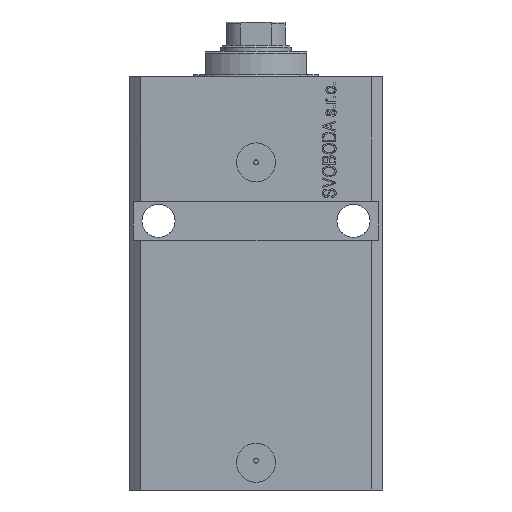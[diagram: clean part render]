
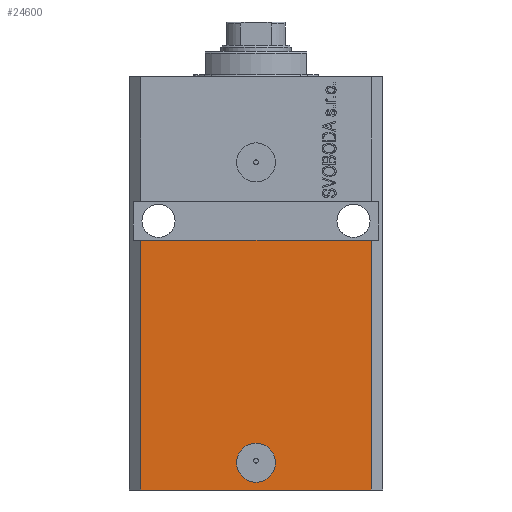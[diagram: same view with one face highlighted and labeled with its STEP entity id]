
A CAD part, front view. The second image highlights one B-rep face of the part: STEP entity #24600.
In plain terms, the highlighted planar face has unit normal (0, -1, 0).
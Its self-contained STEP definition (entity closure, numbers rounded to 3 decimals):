
#1209 = CARTESIAN_POINT ( 'NONE',  ( -29.5, -22.5, -106. ) ) ;
#2478 = AXIS2_PLACEMENT_3D ( 'NONE', #1209, #30564, #11945 ) ;
#3020 = CARTESIAN_POINT ( 'NONE',  ( -5., -22.5, -99. ) ) ;
#3402 = AXIS2_PLACEMENT_3D ( 'NONE', #33076, #25239, #18059 ) ;
#4019 = EDGE_CURVE ( 'NONE', #38129, #19311, #22716, .T. ) ;
#6244 = VERTEX_POINT ( 'NONE', #3020 ) ;
#6505 = VECTOR ( 'NONE', #18415, 1000. ) ;
#7002 = CARTESIAN_POINT ( 'NONE',  ( -32.5, -22.5, -42. ) ) ;
#10005 = EDGE_CURVE ( 'NONE', #6244, #43893, #47067, .T. ) ;
#11945 = DIRECTION ( 'NONE',  ( 1., 0., 0. ) ) ;
#12633 = LINE ( 'NONE', #37930, #29042 ) ;
#13581 = DIRECTION ( 'NONE',  ( 0., -1., 0. ) ) ;
#14979 = CARTESIAN_POINT ( 'NONE',  ( 29.5, -22.5, -106. ) ) ;
#15451 = DIRECTION ( 'NONE',  ( 0., 0., 1. ) ) ;
#18059 = DIRECTION ( 'NONE',  ( 1., 0., 0. ) ) ;
#18415 = DIRECTION ( 'NONE',  ( 0., 0., 1. ) ) ;
#18598 = ORIENTED_EDGE ( 'NONE', *, *, #10005, .F. ) ;
#18952 = VERTEX_POINT ( 'NONE', #40210 ) ;
#19311 = VERTEX_POINT ( 'NONE', #43672 ) ;
#19824 = PLANE ( 'NONE',  #2478 ) ;
#20895 = EDGE_CURVE ( 'NONE', #19311, #46655, #39693, .T. ) ;
#21000 = LINE ( 'NONE', #14979, #30079 ) ;
#21305 = EDGE_CURVE ( 'NONE', #38129, #18952, #12633, .T. ) ;
#22716 = LINE ( 'NONE', #32743, #6505 ) ;
#23193 = EDGE_LOOP ( 'NONE', ( #34996, #37841, #36602, #43356 ) ) ;
#23473 = CARTESIAN_POINT ( 'NONE',  ( -29.5, -22.5, -106. ) ) ;
#23862 = DIRECTION ( 'NONE',  ( 1., 0., 0. ) ) ;
#24600 = ADVANCED_FACE ( 'NONE', ( #34141, #41283 ), #19824, .T. ) ;
#25239 = DIRECTION ( 'NONE',  ( 0., -1., 0. ) ) ;
#28146 = CARTESIAN_POINT ( 'NONE',  ( 0., -22.5, -99. ) ) ;
#29042 = VECTOR ( 'NONE', #30547, 1000. ) ;
#30079 = VECTOR ( 'NONE', #15451, 1000. ) ;
#30547 = DIRECTION ( 'NONE',  ( 1., 0., 0. ) ) ;
#30564 = DIRECTION ( 'NONE',  ( 0., -1., 0. ) ) ;
#30842 = CIRCLE ( 'NONE', #3402, 5. ) ;
#31624 = DIRECTION ( 'NONE',  ( 1., 0., 0. ) ) ;
#32743 = CARTESIAN_POINT ( 'NONE',  ( -29.5, -22.5, -106. ) ) ;
#33076 = CARTESIAN_POINT ( 'NONE',  ( 0., -22.5, -99. ) ) ;
#34141 = FACE_BOUND ( 'NONE', #41580, .T. ) ;
#34996 = ORIENTED_EDGE ( 'NONE', *, *, #20895, .F. ) ;
#36602 = ORIENTED_EDGE ( 'NONE', *, *, #21305, .T. ) ;
#37694 = EDGE_CURVE ( 'NONE', #43893, #6244, #30842, .T. ) ;
#37841 = ORIENTED_EDGE ( 'NONE', *, *, #4019, .F. ) ;
#37930 = CARTESIAN_POINT ( 'NONE',  ( -29.5, -22.5, -106. ) ) ;
#38129 = VERTEX_POINT ( 'NONE', #23473 ) ;
#39693 = LINE ( 'NONE', #7002, #40460 ) ;
#40210 = CARTESIAN_POINT ( 'NONE',  ( 29.5, -22.5, -106. ) ) ;
#40232 = AXIS2_PLACEMENT_3D ( 'NONE', #28146, #13581, #23862 ) ;
#40460 = VECTOR ( 'NONE', #31624, 1000. ) ;
#40473 = EDGE_CURVE ( 'NONE', #18952, #46655, #21000, .T. ) ;
#41283 = FACE_OUTER_BOUND ( 'NONE', #23193, .T. ) ;
#41580 = EDGE_LOOP ( 'NONE', ( #45286, #18598 ) ) ;
#42680 = CARTESIAN_POINT ( 'NONE',  ( 5., -22.5, -99. ) ) ;
#43356 = ORIENTED_EDGE ( 'NONE', *, *, #40473, .T. ) ;
#43672 = CARTESIAN_POINT ( 'NONE',  ( -29.5, -22.5, -42. ) ) ;
#43893 = VERTEX_POINT ( 'NONE', #42680 ) ;
#44402 = CARTESIAN_POINT ( 'NONE',  ( 29.5, -22.5, -42. ) ) ;
#45286 = ORIENTED_EDGE ( 'NONE', *, *, #37694, .F. ) ;
#46655 = VERTEX_POINT ( 'NONE', #44402 ) ;
#47067 = CIRCLE ( 'NONE', #40232, 5. ) ;
